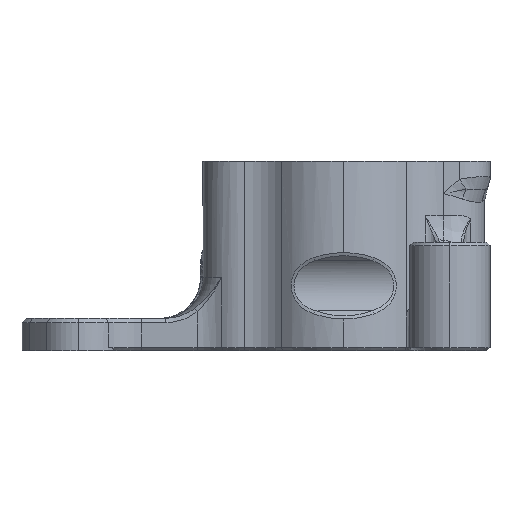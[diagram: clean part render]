
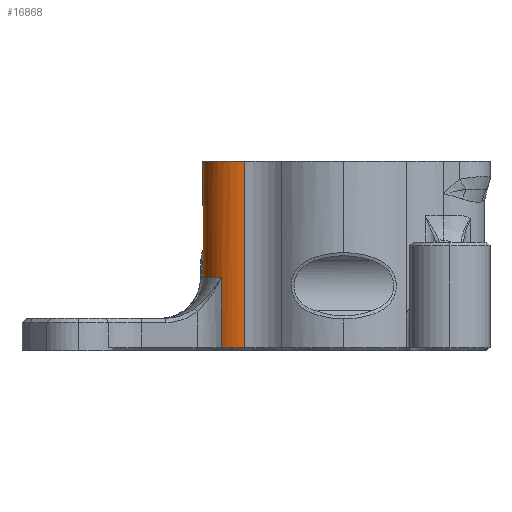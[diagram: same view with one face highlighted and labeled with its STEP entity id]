
A CAD part, left-side view. The second image highlights one B-rep face of the part: STEP entity #16868.
In plain terms, the highlighted cylindrical face has radius 4 mm (diameter 8 mm), a partial arc.
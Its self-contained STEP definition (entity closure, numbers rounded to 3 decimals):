
#568 = EDGE_CURVE ( 'NONE', #27541, #27243, #7279, .T. ) ;
#597 = VERTEX_POINT ( 'NONE', #30063 ) ;
#1399 = DIRECTION ( 'NONE',  ( 1., 0., 0. ) ) ;
#1429 = CARTESIAN_POINT ( 'NONE',  ( -3.996, 9.173, 17.5 ) ) ;
#1498 = DIRECTION ( 'NONE',  ( 0., 0., -1. ) ) ;
#1967 = ORIENTED_EDGE ( 'NONE', *, *, #14652, .T. ) ;
#2243 = ORIENTED_EDGE ( 'NONE', *, *, #14166, .T. ) ;
#2583 = DIRECTION ( 'NONE',  ( 1., 0., 0. ) ) ;
#4573 = VERTEX_POINT ( 'NONE', #17713 ) ;
#4579 = VECTOR ( 'NONE', #1498, 1000. ) ;
#4664 = CARTESIAN_POINT ( 'NONE',  ( 3.44, 11.041, 10.5 ) ) ;
#4857 = CARTESIAN_POINT ( 'NONE',  ( 0.467, 12.973, 10.5 ) ) ;
#5420 = EDGE_CURVE ( 'NONE', #597, #27541, #17948, .T. ) ;
#5735 = CIRCLE ( 'NONE', #20776, 4. ) ;
#5806 = CARTESIAN_POINT ( 'NONE',  ( -3.29, 11.275, 0.3 ) ) ;
#5881 = CARTESIAN_POINT ( 'NONE',  ( 0., 9., 17.5 ) ) ;
#6146 = EDGE_CURVE ( 'NONE', #22679, #22475, #24008, .T. ) ;
#6266 = DIRECTION ( 'NONE',  ( 1., 0., 0. ) ) ;
#6550 = CARTESIAN_POINT ( 'NONE',  ( 0., 9., 6.75 ) ) ;
#7093 = ORIENTED_EDGE ( 'NONE', *, *, #568, .F. ) ;
#7279 = LINE ( 'NONE', #11959, #15382 ) ;
#7421 = EDGE_CURVE ( 'NONE', #21117, #4573, #17663, .T. ) ;
#7669 = ORIENTED_EDGE ( 'NONE', *, *, #27751, .T. ) ;
#8857 = DIRECTION ( 'NONE',  ( 0., 0., 1. ) ) ;
#8916 = ORIENTED_EDGE ( 'NONE', *, *, #22116, .T. ) ;
#8926 = CARTESIAN_POINT ( 'NONE',  ( 3.996, 9.173, 10.446 ) ) ;
#9082 = CARTESIAN_POINT ( 'NONE',  ( 3.982, 9.503, 10.449 ) ) ;
#9377 = CARTESIAN_POINT ( 'NONE',  ( 3.739, 10.458, 10.486 ) ) ;
#9484 = ORIENTED_EDGE ( 'NONE', *, *, #7421, .T. ) ;
#10048 = EDGE_LOOP ( 'NONE', ( #1967, #9484, #8916, #7669, #2243, #15248, #24933, #7093, #18413 ) ) ;
#10249 = VECTOR ( 'NONE', #19453, 1000. ) ;
#10570 = DIRECTION ( 'NONE',  ( -1., 0., 0. ) ) ;
#10716 = CYLINDRICAL_SURFACE ( 'NONE', #18164, 4. ) ;
#11959 = CARTESIAN_POINT ( 'NONE',  ( -3.996, 9.173, 17.5 ) ) ;
#12658 = DIRECTION ( 'NONE',  ( 0., 0., 1. ) ) ;
#13036 = DIRECTION ( 'NONE',  ( 0., 0., -1. ) ) ;
#13061 = LINE ( 'NONE', #22305, #4579 ) ;
#13709 = DIRECTION ( 'NONE',  ( 1., 0., 0. ) ) ;
#14000 = CARTESIAN_POINT ( 'NONE',  ( -3.996, 9.173, 0.3 ) ) ;
#14153 = CARTESIAN_POINT ( 'NONE',  ( 0., 9., 0.3 ) ) ;
#14166 = EDGE_CURVE ( 'NONE', #19156, #22679, #25419, .T. ) ;
#14270 = DIRECTION ( 'NONE',  ( 0., 0., -1. ) ) ;
#14652 = EDGE_CURVE ( 'NONE', #597, #21117, #13061, .T. ) ;
#15248 = ORIENTED_EDGE ( 'NONE', *, *, #6146, .T. ) ;
#15299 = LINE ( 'NONE', #24553, #29103 ) ;
#15382 = VECTOR ( 'NONE', #14270, 1000. ) ;
#16825 = CIRCLE ( 'NONE', #29925, 4. ) ;
#16868 = ADVANCED_FACE ( 'NONE', ( #21371 ), #10716, .T. ) ;
#17165 = CARTESIAN_POINT ( 'NONE',  ( 3.996, 9.173, 10.446 ) ) ;
#17663 = B_SPLINE_CURVE_WITH_KNOTS ( 'NONE', 3,
 ( #8926, #9082, #25790, #9377, #27440, #4664 ),
 .UNSPECIFIED., .F., .F.,
 ( 4, 2, 4 ),
 ( 0., 0.001, 0.002 ),
 .UNSPECIFIED. ) ;
#17713 = CARTESIAN_POINT ( 'NONE',  ( 3.44, 11.041, 10.5 ) ) ;
#17810 = DIRECTION ( 'NONE',  ( 0., 0., 1. ) ) ;
#17948 = CIRCLE ( 'NONE', #23316, 4. ) ;
#18164 = AXIS2_PLACEMENT_3D ( 'NONE', #5881, #29403, #10570 ) ;
#18413 = ORIENTED_EDGE ( 'NONE', *, *, #5420, .F. ) ;
#19156 = VERTEX_POINT ( 'NONE', #20082 ) ;
#19453 = DIRECTION ( 'NONE',  ( 0., 0., -1. ) ) ;
#20082 = CARTESIAN_POINT ( 'NONE',  ( 0.467, 12.973, 6.75 ) ) ;
#20533 = AXIS2_PLACEMENT_3D ( 'NONE', #6550, #8857, #13709 ) ;
#20776 = AXIS2_PLACEMENT_3D ( 'NONE', #14153, #27965, #2583 ) ;
#21117 = VERTEX_POINT ( 'NONE', #17165 ) ;
#21371 = FACE_OUTER_BOUND ( 'NONE', #10048, .T. ) ;
#21995 = VERTEX_POINT ( 'NONE', #4857 ) ;
#22116 = EDGE_CURVE ( 'NONE', #4573, #21995, #16825, .T. ) ;
#22305 = CARTESIAN_POINT ( 'NONE',  ( 3.996, 9.173, 17.5 ) ) ;
#22475 = VERTEX_POINT ( 'NONE', #5806 ) ;
#22679 = VERTEX_POINT ( 'NONE', #22969 ) ;
#22969 = CARTESIAN_POINT ( 'NONE',  ( -3.29, 11.275, 6.75 ) ) ;
#23316 = AXIS2_PLACEMENT_3D ( 'NONE', #24484, #12658, #1399 ) ;
#24008 = LINE ( 'NONE', #26889, #10249 ) ;
#24484 = CARTESIAN_POINT ( 'NONE',  ( 0., 9., 17.5 ) ) ;
#24553 = CARTESIAN_POINT ( 'NONE',  ( 0.467, 12.973, 17.5 ) ) ;
#24812 = CARTESIAN_POINT ( 'NONE',  ( 0., 9., 10.5 ) ) ;
#24933 = ORIENTED_EDGE ( 'NONE', *, *, #25250, .T. ) ;
#25250 = EDGE_CURVE ( 'NONE', #22475, #27243, #5735, .T. ) ;
#25419 = CIRCLE ( 'NONE', #20533, 4. ) ;
#25790 = CARTESIAN_POINT ( 'NONE',  ( 3.926, 9.832, 10.46 ) ) ;
#26889 = CARTESIAN_POINT ( 'NONE',  ( -3.29, 11.275, 17.5 ) ) ;
#27243 = VERTEX_POINT ( 'NONE', #14000 ) ;
#27440 = CARTESIAN_POINT ( 'NONE',  ( 3.609, 10.757, 10.5 ) ) ;
#27541 = VERTEX_POINT ( 'NONE', #1429 ) ;
#27751 = EDGE_CURVE ( 'NONE', #21995, #19156, #15299, .T. ) ;
#27965 = DIRECTION ( 'NONE',  ( 0., 0., 1. ) ) ;
#29103 = VECTOR ( 'NONE', #13036, 1000. ) ;
#29403 = DIRECTION ( 'NONE',  ( 0., 0., -1. ) ) ;
#29925 = AXIS2_PLACEMENT_3D ( 'NONE', #24812, #17810, #6266 ) ;
#30063 = CARTESIAN_POINT ( 'NONE',  ( 3.996, 9.173, 17.5 ) ) ;
